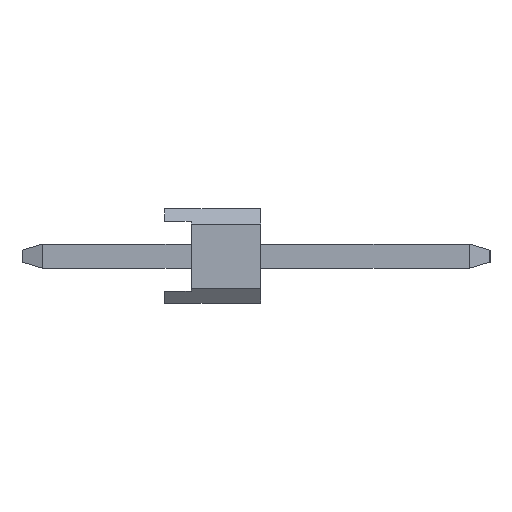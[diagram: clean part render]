
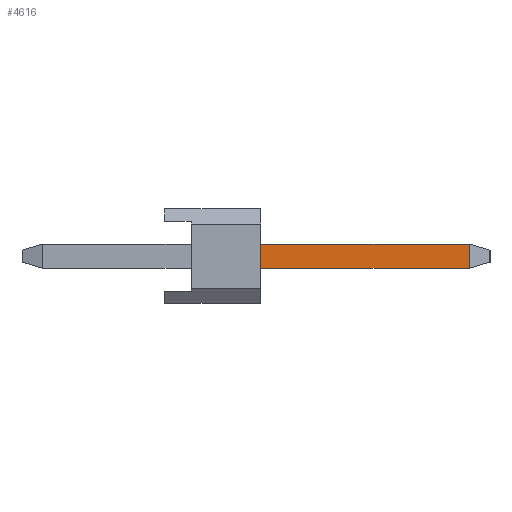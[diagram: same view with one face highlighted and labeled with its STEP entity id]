
A CAD part, left-side view. The second image highlights one B-rep face of the part: STEP entity #4616.
In plain terms, the highlighted planar face has unit normal (-1, 0, 0).
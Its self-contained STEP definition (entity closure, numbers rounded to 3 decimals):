
#3870=VERTEX_POINT('',#9846);
#4614=EDGE_CURVE('',#3870,#6560,#10669,.T.);
#4616=ADVANCED_FACE('',(#10671),#10672,.T.);
#4834=VERTEX_POINT('',#10913);
#5622=EDGE_CURVE('',#6560,#8458,#11765,.T.);
#5998=EDGE_CURVE('',#4834,#3870,#12180,.T.);
#6560=VERTEX_POINT('',#12791);
#6912=EDGE_CURVE('',#8458,#4834,#13177,.T.);
#8458=VERTEX_POINT('',#14880);
#9846=CARTESIAN_POINT('',(-23.18,-8.074,0.32));
#10669=LINE('',#17951,#17952);
#10671=FACE_OUTER_BOUND('',#17954,.T.);
#10672=PLANE('',#17955);
#10913=CARTESIAN_POINT('',(-23.18,-2.54,0.32));
#11765=LINE('',#19565,#19566);
#12180=LINE('',#20158,#20159);
#12791=CARTESIAN_POINT('',(-23.18,-8.074,-0.32));
#13177=LINE('',#21611,#21612);
#14880=CARTESIAN_POINT('',(-23.18,-2.54,-0.32));
#17951=CARTESIAN_POINT('',(-23.18,-8.074,0.5));
#17952=VECTOR('',#26799,1.0);
#17954=EDGE_LOOP('',(#26801,#26802,#26803,#26804));
#17955=AXIS2_PLACEMENT_3D('',#26805,#26806,#26807);
#19565=CARTESIAN_POINT('',(-23.18,3.234,-0.32));
#19566=VECTOR('',#27782,1.0);
#20158=CARTESIAN_POINT('',(-23.18,-2.42,0.32));
#20159=VECTOR('',#28199,1.0);
#21611=CARTESIAN_POINT('',(-23.18,-2.54,0.252));
#21612=VECTOR('',#29107,1.0);
#26799=DIRECTION('',(0.0,0.,-1.0));
#26801=ORIENTED_EDGE('',*,*,#6912,.F.);
#26802=ORIENTED_EDGE('',*,*,#5622,.F.);
#26803=ORIENTED_EDGE('',*,*,#4614,.F.);
#26804=ORIENTED_EDGE('',*,*,#5998,.F.);
#26805=CARTESIAN_POINT('',(-23.18,3.234,0.5));
#26806=DIRECTION('',(-1.0,0.,0.));
#26807=DIRECTION('',(0.,1.0,0.));
#27782=DIRECTION('',(0.,1.0,0.));
#28199=DIRECTION('',(0.,-1.0,0.));
#29107=DIRECTION('',(0.,0.,1.0));
